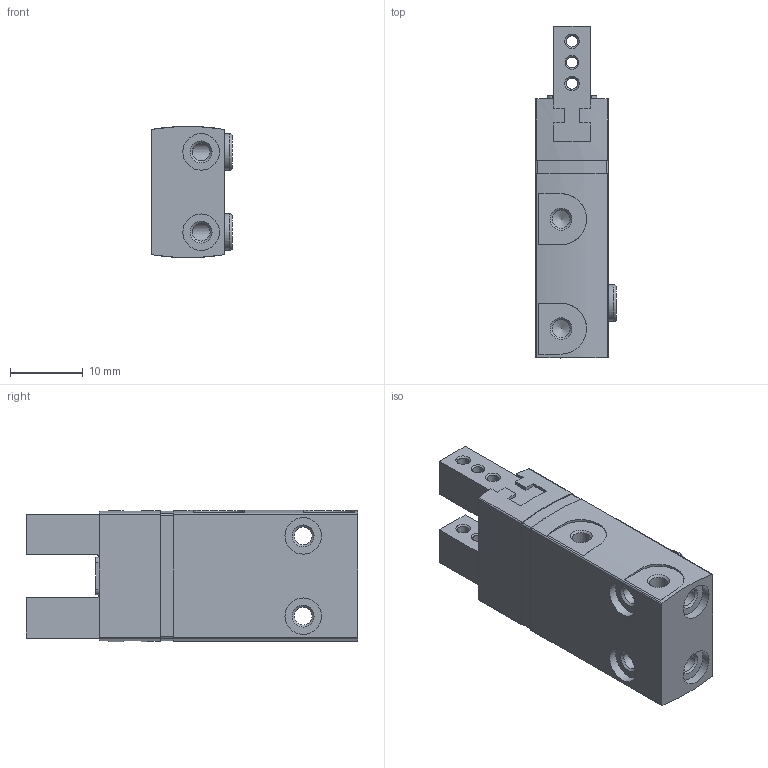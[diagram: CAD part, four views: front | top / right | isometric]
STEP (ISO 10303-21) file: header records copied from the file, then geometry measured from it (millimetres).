
FILE_DESCRIPTION(/* description */ ('STEP AP214'),/* implementation_level */ '2;1');
FILE_NAME(/* name */ '1254039_DHPS-6-A',/* time_stamp */ '2024-08-15T18:05:33+02:00',/* author */ ('License CC BY-ND 4.0'),/* organization */ ('CADENAS'),/* preprocessor_version */ 'ST-DEVELOPER v19.3',/* originating_system */ 'PARTsolutions',/* authorisation */ ' ');
FILE_SCHEMA (('AUTOMOTIVE_DESIGN {1 0 10303 214 3 1 1}'));
Length unit declared in the file: millimetre
Products named in the file (4): 1254039 DHPS-6-A---(0); 1254039 DHPS-6-A---(Geh); 8146543 ZBH-5-B; 1254039 DHPS-06-A---(Handle)
Assembly tree (5 placements, depth 2):
  1254039 DHPS-6-A---(0)
    1254039 DHPS-6-A---(Geh)
    8146543 ZBH-5-B  x2
    1254039 DHPS-06-A---(Handle)  x2
Bounding box: 11.1 x 45.5 x 17.99 mm (x, y, z)
Volume: 6458.8 mm3; surface area: 4261.1 mm2
Topology: 5 solids, 5 shells, 170 faces, 426 edges, 276 vertices
Faces by surface type: plane 96, cylinder 48, cone 22, torus 4
Full cylindrical faces by diameter (mm): 1.5 x2, 1.567 x4, 2.459 x6, 5 x6
Entity records: 4657 total; most frequent: DIRECTION 687, CARTESIAN_POINT 686, ORIENTED_EDGE 602, EDGE_CURVE 301, AXIS2_PLACEMENT_3D 253, VERTEX_POINT 218, FACE_BOUND 193, EDGE_LOOP 191
